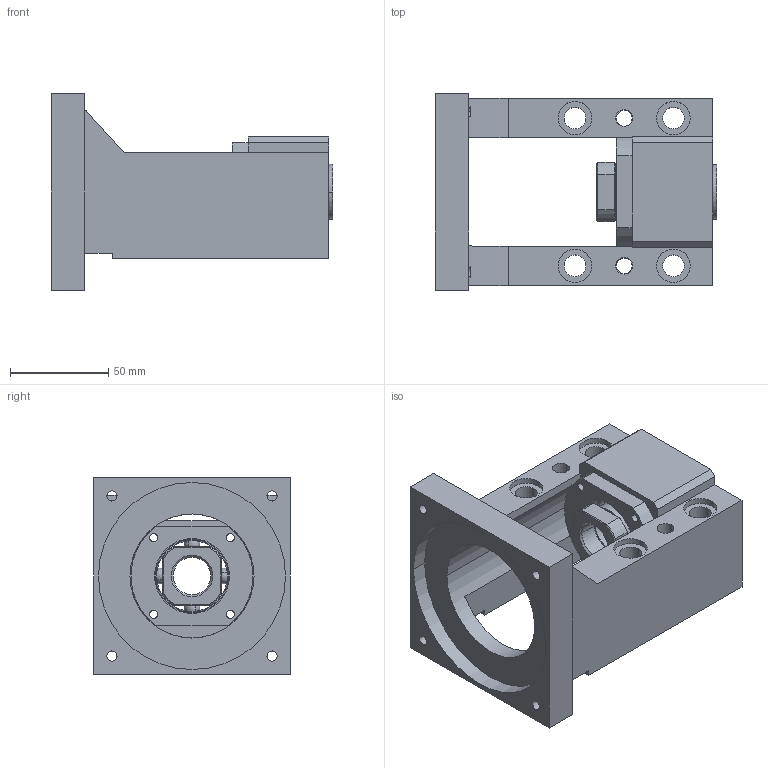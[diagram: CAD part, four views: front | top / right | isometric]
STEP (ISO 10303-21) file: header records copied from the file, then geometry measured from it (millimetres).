
FILE_DESCRIPTION(('CATIA V5 STEP Exchange'),'2;1');
FILE_NAME('TKZS20-100A-XT01580046.stp','2019-10-24T16:09:30+00:00',('none'),('none'),'CATIA Version 5 Release 20 GA (IN-10)','CATIA V5 STEP AP203','none');
FILE_SCHEMA(('CONFIG_CONTROL_DESIGN'));
Length unit declared in the file: millimetre
Products named in the file (1): TKZS20-100A-XT01580046_AllCATPart
Bounding box: 143 x 100 x 100 mm (x, y, z)
Volume: 439363.1 mm3; surface area: 106160.5 mm2
Topology: 18 solids, 21 shells, 258 faces, 641 edges, 383 vertices
Faces by surface type: cylinder 110, plane 78, sphere 32, torus 24, cone 14
Entity records: 6692 total; most frequent: CARTESIAN_POINT 1268, ORIENTED_EDGE 1154, DIRECTION 871, EDGE_CURVE 577, AXIS2_PLACEMENT_3D 482, VERTEX_POINT 383, CIRCLE 322, EDGE_LOOP 322
